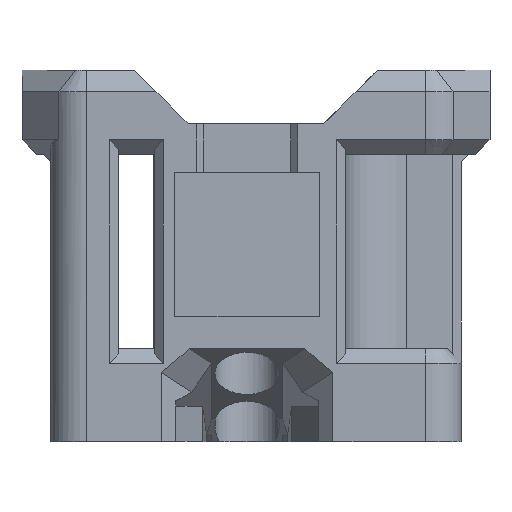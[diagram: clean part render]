
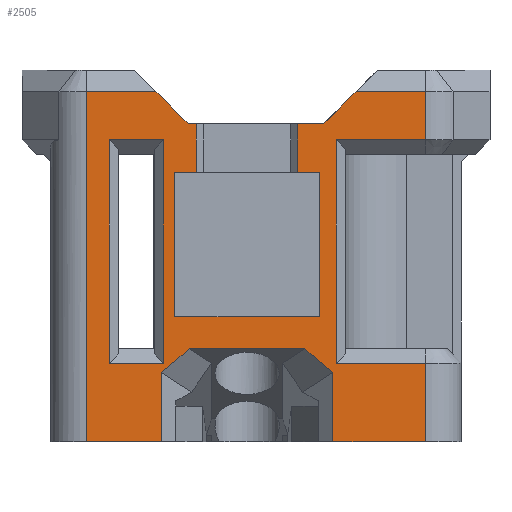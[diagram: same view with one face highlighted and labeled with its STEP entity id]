
A CAD part, left-side view. The second image highlights one B-rep face of the part: STEP entity #2505.
In plain terms, the highlighted planar face has unit normal (-1, 0, 0).
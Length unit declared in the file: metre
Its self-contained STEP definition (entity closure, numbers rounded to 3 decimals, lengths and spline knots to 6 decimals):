
#221=ORIENTED_EDGE('',*,*,#946,.F.);
#222=ORIENTED_EDGE('',*,*,#947,.F.);
#223=ORIENTED_EDGE('',*,*,#948,.F.);
#224=ORIENTED_EDGE('',*,*,#949,.F.);
#225=ORIENTED_EDGE('',*,*,#950,.T.);
#226=ORIENTED_EDGE('',*,*,#935,.T.);
#227=ORIENTED_EDGE('',*,*,#951,.F.);
#228=ORIENTED_EDGE('',*,*,#952,.F.);
#229=ORIENTED_EDGE('',*,*,#953,.T.);
#230=ORIENTED_EDGE('',*,*,#954,.F.);
#231=ORIENTED_EDGE('',*,*,#955,.F.);
#232=ORIENTED_EDGE('',*,*,#917,.T.);
#233=ORIENTED_EDGE('',*,*,#956,.F.);
#234=ORIENTED_EDGE('',*,*,#957,.F.);
#235=ORIENTED_EDGE('',*,*,#958,.F.);
#236=ORIENTED_EDGE('',*,*,#959,.F.);
#237=ORIENTED_EDGE('',*,*,#886,.F.);
#238=ORIENTED_EDGE('',*,*,#960,.F.);
#239=ORIENTED_EDGE('',*,*,#961,.F.);
#240=ORIENTED_EDGE('',*,*,#962,.F.);
#241=ORIENTED_EDGE('',*,*,#963,.F.);
#242=ORIENTED_EDGE('',*,*,#964,.F.);
#243=ORIENTED_EDGE('',*,*,#965,.T.);
#244=ORIENTED_EDGE('',*,*,#966,.T.);
#245=ORIENTED_EDGE('',*,*,#967,.F.);
#246=ORIENTED_EDGE('',*,*,#968,.F.);
#247=ORIENTED_EDGE('',*,*,#969,.T.);
#248=ORIENTED_EDGE('',*,*,#970,.F.);
#249=ORIENTED_EDGE('',*,*,#971,.F.);
#250=ORIENTED_EDGE('',*,*,#972,.F.);
#251=ORIENTED_EDGE('',*,*,#973,.F.);
#252=ORIENTED_EDGE('',*,*,#974,.F.);
#886=EDGE_CURVE('',#1253,#1254,#1496,.T.);
#917=EDGE_CURVE('',#1280,#1279,#1512,.T.);
#935=EDGE_CURVE('',#1298,#1297,#1529,.T.);
#946=EDGE_CURVE('',#1304,#1305,#1536,.T.);
#947=EDGE_CURVE('',#1306,#1304,#1537,.T.);
#948=EDGE_CURVE('',#1307,#1306,#1538,.T.);
#949=EDGE_CURVE('',#1305,#1307,#1539,.T.);
#950=EDGE_CURVE('',#1308,#1298,#1540,.T.);
#951=EDGE_CURVE('',#1309,#1297,#1541,.T.);
#952=EDGE_CURVE('',#1310,#1309,#1542,.F.);
#953=EDGE_CURVE('',#1310,#1311,#1543,.T.);
#954=EDGE_CURVE('',#1312,#1311,#1544,.T.);
#955=EDGE_CURVE('',#1280,#1312,#1545,.T.);
#956=EDGE_CURVE('',#1313,#1279,#1546,.T.);
#957=EDGE_CURVE('',#1314,#1313,#1547,.T.);
#958=EDGE_CURVE('',#1315,#1314,#1548,.T.);
#959=EDGE_CURVE('',#1254,#1315,#1549,.T.);
#960=EDGE_CURVE('',#1316,#1253,#1550,.T.);
#961=EDGE_CURVE('',#1317,#1316,#1551,.T.);
#962=EDGE_CURVE('',#1318,#1317,#1552,.F.);
#963=EDGE_CURVE('',#1319,#1318,#1553,.T.);
#964=EDGE_CURVE('',#1320,#1319,#1554,.T.);
#965=EDGE_CURVE('',#1320,#1321,#1555,.F.);
#966=EDGE_CURVE('',#1321,#1322,#1556,.F.);
#967=EDGE_CURVE('',#1323,#1322,#1557,.F.);
#968=EDGE_CURVE('',#1324,#1323,#1558,.F.);
#969=EDGE_CURVE('',#1324,#1325,#1559,.F.);
#970=EDGE_CURVE('',#1326,#1325,#1560,.T.);
#971=EDGE_CURVE('',#1327,#1326,#1561,.T.);
#972=EDGE_CURVE('',#1328,#1327,#1562,.F.);
#973=EDGE_CURVE('',#1329,#1328,#1563,.T.);
#974=EDGE_CURVE('',#1308,#1329,#1564,.T.);
#1253=VERTEX_POINT('',#3534);
#1254=VERTEX_POINT('',#3535);
#1279=VERTEX_POINT('',#3608);
#1280=VERTEX_POINT('',#3610);
#1297=VERTEX_POINT('',#3644);
#1298=VERTEX_POINT('',#3646);
#1304=VERTEX_POINT('',#3666);
#1305=VERTEX_POINT('',#3667);
#1306=VERTEX_POINT('',#3669);
#1307=VERTEX_POINT('',#3671);
#1308=VERTEX_POINT('',#3674);
#1309=VERTEX_POINT('',#3676);
#1310=VERTEX_POINT('',#3678);
#1311=VERTEX_POINT('',#3680);
#1312=VERTEX_POINT('',#3682);
#1313=VERTEX_POINT('',#3685);
#1314=VERTEX_POINT('',#3687);
#1315=VERTEX_POINT('',#3689);
#1316=VERTEX_POINT('',#3692);
#1317=VERTEX_POINT('',#3694);
#1318=VERTEX_POINT('',#3696);
#1319=VERTEX_POINT('',#3698);
#1320=VERTEX_POINT('',#3700);
#1321=VERTEX_POINT('',#3702);
#1322=VERTEX_POINT('',#3704);
#1323=VERTEX_POINT('',#3706);
#1324=VERTEX_POINT('',#3708);
#1325=VERTEX_POINT('',#3710);
#1326=VERTEX_POINT('',#3712);
#1327=VERTEX_POINT('',#3714);
#1328=VERTEX_POINT('',#3716);
#1329=VERTEX_POINT('',#3718);
#1496=LINE('',#3533,#1789);
#1512=LINE('',#3609,#1805);
#1529=LINE('',#3645,#1822);
#1536=LINE('',#3665,#1829);
#1537=LINE('',#3668,#1830);
#1538=LINE('',#3670,#1831);
#1539=LINE('',#3672,#1832);
#1540=LINE('',#3673,#1833);
#1541=LINE('',#3675,#1834);
#1542=LINE('',#3677,#1835);
#1543=LINE('',#3679,#1836);
#1544=LINE('',#3681,#1837);
#1545=LINE('',#3683,#1838);
#1546=LINE('',#3684,#1839);
#1547=LINE('',#3686,#1840);
#1548=LINE('',#3688,#1841);
#1549=LINE('',#3690,#1842);
#1550=LINE('',#3691,#1843);
#1551=LINE('',#3693,#1844);
#1552=LINE('',#3695,#1845);
#1553=LINE('',#3697,#1846);
#1554=LINE('',#3699,#1847);
#1555=LINE('',#3701,#1848);
#1556=LINE('',#3703,#1849);
#1557=LINE('',#3705,#1850);
#1558=LINE('',#3707,#1851);
#1559=LINE('',#3709,#1852);
#1560=LINE('',#3711,#1853);
#1561=LINE('',#3713,#1854);
#1562=LINE('',#3715,#1855);
#1563=LINE('',#3717,#1856);
#1564=LINE('',#3719,#1857);
#1789=VECTOR('',#2847,1.);
#1805=VECTOR('',#2897,1.);
#1822=VECTOR('',#2916,1.);
#1829=VECTOR('',#2937,1.);
#1830=VECTOR('',#2938,1.);
#1831=VECTOR('',#2939,1.);
#1832=VECTOR('',#2940,1.);
#1833=VECTOR('',#2941,1.);
#1834=VECTOR('',#2942,1.);
#1835=VECTOR('',#2943,1.);
#1836=VECTOR('',#2944,1.);
#1837=VECTOR('',#2945,1.);
#1838=VECTOR('',#2946,1.);
#1839=VECTOR('',#2947,1.);
#1840=VECTOR('',#2948,1.);
#1841=VECTOR('',#2949,1.);
#1842=VECTOR('',#2950,1.);
#1843=VECTOR('',#2951,1.);
#1844=VECTOR('',#2952,1.);
#1845=VECTOR('',#2953,1.);
#1846=VECTOR('',#2954,1.);
#1847=VECTOR('',#2955,1.);
#1848=VECTOR('',#2956,1.);
#1849=VECTOR('',#2957,1.);
#1850=VECTOR('',#2958,1.);
#1851=VECTOR('',#2959,1.);
#1852=VECTOR('',#2960,1.);
#1853=VECTOR('',#2961,1.);
#1854=VECTOR('',#2962,1.);
#1855=VECTOR('',#2963,1.);
#1856=VECTOR('',#2964,1.);
#1857=VECTOR('',#2965,1.);
#2077=EDGE_LOOP('',(#221,#222,#223,#224));
#2078=EDGE_LOOP('',(#225,#226,#227,#228,#229,#230,#231,#232,#233,#234,#235,
#236,#237,#238,#239,#240,#241,#242,#243,#244,#245,#246,#247,#248,#249,#250,
#251,#252));
#2242=FACE_BOUND('',#2077,.T.);
#2243=FACE_BOUND('',#2078,.T.);
#2401=PLANE('',#2669);
#2505=ADVANCED_FACE('',(#2242,#2243),#2401,.T.);
#2669=AXIS2_PLACEMENT_3D('',#3664,#2935,#2936);
#2847=DIRECTION('',(0.,0.,-1.));
#2897=DIRECTION('',(0.,-1.,0.));
#2916=DIRECTION('',(0.,-1.,0.));
#2935=DIRECTION('',(-1.,0.,0.));
#2936=DIRECTION('',(0.,0.,-1.));
#2937=DIRECTION('',(0.,1.,0.));
#2938=DIRECTION('',(0.,0.,1.));
#2939=DIRECTION('',(0.,-1.,0.));
#2940=DIRECTION('',(0.,0.,-1.));
#2941=DIRECTION('',(0.,0.,-1.));
#2942=DIRECTION('',(0.,0.,-1.));
#2943=DIRECTION('',(0.,-0.764,0.645));
#2944=DIRECTION('',(0.,-1.,0.));
#2945=DIRECTION('',(0.,0.764,0.645));
#2946=DIRECTION('',(0.,0.,1.));
#2947=DIRECTION('',(0.,0.,-1.));
#2948=DIRECTION('',(0.,-1.,0.));
#2949=DIRECTION('',(0.,0.,-1.));
#2950=DIRECTION('',(0.,1.,0.));
#2951=DIRECTION('',(0.,-1.,0.));
#2952=DIRECTION('',(0.,-0.707,0.707));
#2953=DIRECTION('',(0.,0.707,-0.707));
#2954=DIRECTION('',(0.,-1.,0.));
#2955=DIRECTION('',(0.,0.,1.));
#2956=DIRECTION('',(0.,1.,0.));
#2957=DIRECTION('',(0.,0.,1.));
#2958=DIRECTION('',(0.,1.,0.));
#2959=DIRECTION('',(0.,0.,1.));
#2960=DIRECTION('',(0.,1.,0.));
#2961=DIRECTION('',(0.,0.,-1.));
#2962=DIRECTION('',(0.,-1.,0.));
#2963=DIRECTION('',(0.,0.707,0.707));
#2964=DIRECTION('',(0.,-0.707,-0.707));
#2965=DIRECTION('',(0.,-1.,0.));
#3533=CARTESIAN_POINT('',(0.045,-0.02375,0.0475));
#3534=CARTESIAN_POINT('',(0.045,-0.02375,0.054));
#3535=CARTESIAN_POINT('',(0.045,-0.02375,0.04725));
#3608=CARTESIAN_POINT('',(0.045,-0.02375,0.005));
#3609=CARTESIAN_POINT('',(0.045,-0.01725,0.005));
#3610=CARTESIAN_POINT('',(0.045,-0.01075,0.005));
#3644=CARTESIAN_POINT('',(0.045,0.01325,0.005));
#3645=CARTESIAN_POINT('',(0.045,0.0185,0.005));
#3646=CARTESIAN_POINT('',(0.045,0.02375,0.005));
#3664=CARTESIAN_POINT('',(0.045,0.011875,0.005));
#3665=CARTESIAN_POINT('',(0.045,0.020541,0.04725));
#3666=CARTESIAN_POINT('',(0.045,0.012959,0.04725));
#3667=CARTESIAN_POINT('',(0.045,0.020541,0.04725));
#3668=CARTESIAN_POINT('',(0.045,0.012959,0.005));
#3669=CARTESIAN_POINT('',(0.045,0.012959,0.016));
#3670=CARTESIAN_POINT('',(0.045,0.011875,0.016));
#3671=CARTESIAN_POINT('',(0.045,0.020541,0.016));
#3672=CARTESIAN_POINT('',(0.045,0.020541,0.018));
#3673=CARTESIAN_POINT('',(0.045,0.02375,0.005));
#3674=CARTESIAN_POINT('',(0.045,0.02375,0.054));
#3675=CARTESIAN_POINT('',(0.045,0.01325,0.005));
#3676=CARTESIAN_POINT('',(0.045,0.01325,0.014695));
#3677=CARTESIAN_POINT('',(0.045,0.007424,0.019616));
#3678=CARTESIAN_POINT('',(0.045,0.009337,0.018));
#3679=CARTESIAN_POINT('',(0.045,0.01125,0.018));
#3680=CARTESIAN_POINT('',(0.045,-0.006837,0.018));
#3681=CARTESIAN_POINT('',(0.045,-0.002768,0.021437));
#3682=CARTESIAN_POINT('',(0.045,-0.01075,0.014695));
#3683=CARTESIAN_POINT('',(0.045,-0.01075,0.018));
#3684=CARTESIAN_POINT('',(0.045,-0.02375,0.005));
#3685=CARTESIAN_POINT('',(0.045,-0.02375,0.016));
#3686=CARTESIAN_POINT('',(0.045,0.011875,0.016));
#3687=CARTESIAN_POINT('',(0.045,-0.011242,0.016));
#3688=CARTESIAN_POINT('',(0.045,-0.011242,0.018));
#3689=CARTESIAN_POINT('',(0.045,-0.011242,0.04725));
#3690=CARTESIAN_POINT('',(0.045,-0.011242,0.04725));
#3691=CARTESIAN_POINT('',(0.045,0.011875,0.054));
#3692=CARTESIAN_POINT('',(0.045,-0.014,0.054));
#3693=CARTESIAN_POINT('',(0.045,0.023438,0.016563));
#3694=CARTESIAN_POINT('',(0.045,-0.012,0.052));
#3695=CARTESIAN_POINT('',(0.045,0.023438,0.016563));
#3696=CARTESIAN_POINT('',(0.045,-0.0095,0.0495));
#3697=CARTESIAN_POINT('',(0.045,0.,0.0495));
#3698=CARTESIAN_POINT('',(0.045,-0.00585,0.0495));
#3699=CARTESIAN_POINT('',(0.045,-0.00585,0.005));
#3700=CARTESIAN_POINT('',(0.045,-0.00585,0.0427));
#3701=CARTESIAN_POINT('',(0.045,0.,0.0427));
#3702=CARTESIAN_POINT('',(0.045,-0.00885,0.0427));
#3703=CARTESIAN_POINT('',(0.045,-0.00885,0.0426));
#3704=CARTESIAN_POINT('',(0.045,-0.00885,0.0225));
#3705=CARTESIAN_POINT('',(0.045,0.000859,0.0225));
#3706=CARTESIAN_POINT('',(0.045,0.01135,0.0225));
#3707=CARTESIAN_POINT('',(0.045,0.01135,0.0426));
#3708=CARTESIAN_POINT('',(0.045,0.01135,0.0427));
#3709=CARTESIAN_POINT('',(0.045,0.,0.0427));
#3710=CARTESIAN_POINT('',(0.045,0.00835,0.0427));
#3711=CARTESIAN_POINT('',(0.045,0.00835,0.005));
#3712=CARTESIAN_POINT('',(0.045,0.00835,0.0495));
#3713=CARTESIAN_POINT('',(0.045,0.,0.0495));
#3714=CARTESIAN_POINT('',(0.045,0.0095,0.0495));
#3715=CARTESIAN_POINT('',(0.045,-0.011563,0.028438));
#3716=CARTESIAN_POINT('',(0.045,0.012,0.052));
#3717=CARTESIAN_POINT('',(0.045,-0.011563,0.028438));
#3718=CARTESIAN_POINT('',(0.045,0.014,0.054));
#3719=CARTESIAN_POINT('',(0.045,0.011875,0.054));
